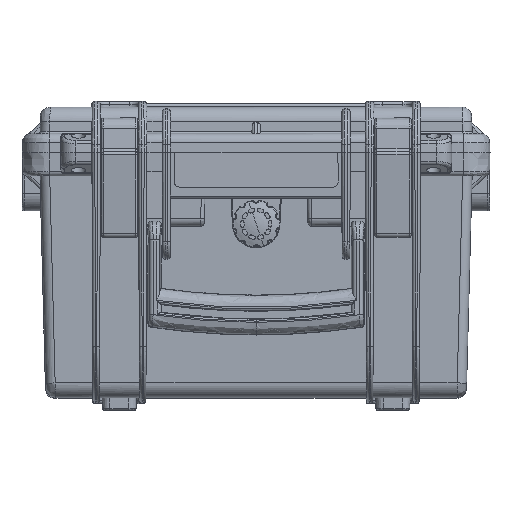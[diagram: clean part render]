
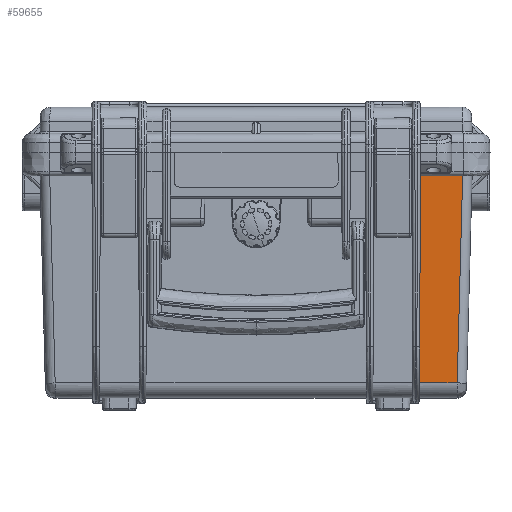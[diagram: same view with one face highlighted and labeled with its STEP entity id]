
A CAD part, top view. The second image highlights one B-rep face of the part: STEP entity #59655.
In plain terms, the highlighted face is planar.
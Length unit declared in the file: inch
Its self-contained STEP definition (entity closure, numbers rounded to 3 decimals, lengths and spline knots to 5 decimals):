
#2761 = VECTOR ( 'NONE', #43311, 39.37008 ) ;
#8110 = LINE ( 'NONE', #11671, #96850 ) ;
#8912 = PLANE ( 'NONE',  #8984 ) ;
#8984 = AXIS2_PLACEMENT_3D ( 'NONE', #26908, #87075, #35568 ) ;
#9631 = DIRECTION ( 'NONE',  ( 0.026, -0.026, 0.999 ) ) ;
#9939 = EDGE_CURVE ( 'NONE', #17660, #12035, #14841, .T. ) ;
#11671 = CARTESIAN_POINT ( 'NONE',  ( -4.19291, -3.18213, -4.77202 ) ) ;
#12035 = VERTEX_POINT ( 'NONE', #77040 ) ;
#14841 = LINE ( 'NONE', #69714, #57870 ) ;
#17660 = VERTEX_POINT ( 'NONE', #96798 ) ;
#25900 = LINE ( 'NONE', #39404, #71618 ) ;
#26908 = CARTESIAN_POINT ( 'NONE',  ( -4.48819, -3.30709, 0. ) ) ;
#30953 = LINE ( 'NONE', #103074, #2761 ) ;
#34943 = CARTESIAN_POINT ( 'NONE',  ( 3.38469, -3.18213, -4.77202 ) ) ;
#35568 = DIRECTION ( 'NONE',  ( 0., 0.026, -1. ) ) ;
#36879 = EDGE_CURVE ( 'NONE', #12035, #77796, #30953, .T. ) ;
#39404 = CARTESIAN_POINT ( 'NONE',  ( 3.38469, -3.18213, -4.77202 ) ) ;
#43311 = DIRECTION ( 'NONE',  ( -1., 0., 0. ) ) ;
#45153 = CARTESIAN_POINT ( 'NONE',  ( 3.40449, -3.30095, -0.23416 ) ) ;
#54565 = EDGE_CURVE ( 'NONE', #17660, #66290, #8110, .T. ) ;
#57758 = ORIENTED_EDGE ( 'NONE', *, *, #9939, .T. ) ;
#57870 = VECTOR ( 'NONE', #9631, 39.37008 ) ;
#59616 = ORIENTED_EDGE ( 'NONE', *, *, #65348, .F. ) ;
#59655 = ADVANCED_FACE ( 'NONE', ( #100422 ), #8912, .T. ) ;
#65348 = EDGE_CURVE ( 'NONE', #66290, #77796, #25900, .T. ) ;
#66290 = VERTEX_POINT ( 'NONE', #34943 ) ;
#69714 = CARTESIAN_POINT ( 'NONE',  ( 4.16645, -3.18213, -4.77202 ) ) ;
#71618 = VECTOR ( 'NONE', #99551, 39.37008 ) ;
#71751 = DIRECTION ( 'NONE',  ( -1., 0., 0. ) ) ;
#77040 = CARTESIAN_POINT ( 'NONE',  ( 4.28527, -3.30095, -0.23416 ) ) ;
#77796 = VERTEX_POINT ( 'NONE', #45153 ) ;
#77922 = EDGE_LOOP ( 'NONE', ( #57758, #97786, #59616, #94801 ) ) ;
#87075 = DIRECTION ( 'NONE',  ( 0., -1., -0.026 ) ) ;
#94801 = ORIENTED_EDGE ( 'NONE', *, *, #54565, .F. ) ;
#96798 = CARTESIAN_POINT ( 'NONE',  ( 4.16645, -3.18213, -4.77202 ) ) ;
#96850 = VECTOR ( 'NONE', #71751, 39.37008 ) ;
#97786 = ORIENTED_EDGE ( 'NONE', *, *, #36879, .T. ) ;
#99551 = DIRECTION ( 'NONE',  ( 0.004, -0.026, 1. ) ) ;
#100422 = FACE_OUTER_BOUND ( 'NONE', #77922, .T. ) ;
#103074 = CARTESIAN_POINT ( 'NONE',  ( -4.48819, -3.30095, -0.23416 ) ) ;
